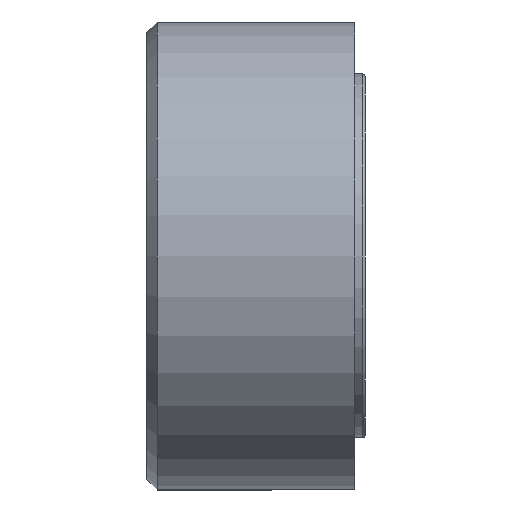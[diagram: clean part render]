
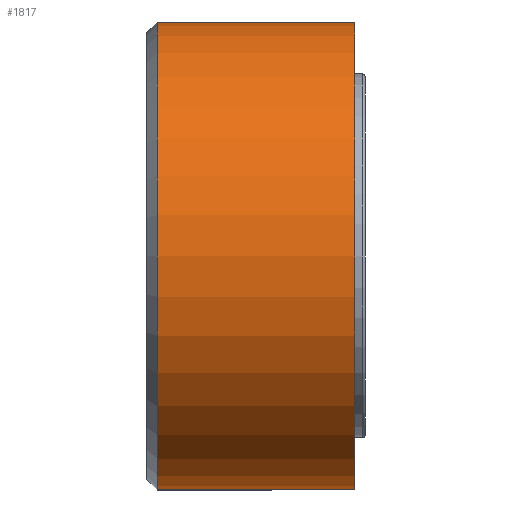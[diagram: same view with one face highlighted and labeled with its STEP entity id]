
A CAD part, left-side view. The second image highlights one B-rep face of the part: STEP entity #1817.
In plain terms, the highlighted cylindrical face has radius 22.5 mm (diameter 45 mm), a partial arc.
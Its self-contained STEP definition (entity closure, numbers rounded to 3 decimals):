
#208=CYLINDRICAL_SURFACE('',#2021,22.5);
#241=CIRCLE('',#1944,22.5);
#278=CIRCLE('',#2020,22.5);
#444=FACE_OUTER_BOUND('',#565,.T.);
#565=EDGE_LOOP('',(#1461,#1462,#1463,#1464));
#658=LINE('',#2853,#739);
#712=LINE('',#3044,#793);
#739=VECTOR('',#2236,10.);
#793=VECTOR('',#2438,10.);
#811=VERTEX_POINT('',#2832);
#813=VERTEX_POINT('',#2837);
#817=VERTEX_POINT('',#2851);
#880=VERTEX_POINT('',#3040);
#1032=EDGE_CURVE('',#813,#811,#241,.T.);
#1040=EDGE_CURVE('',#813,#817,#658,.T.);
#1129=EDGE_CURVE('',#817,#880,#278,.T.);
#1130=EDGE_CURVE('',#811,#880,#712,.T.);
#1461=ORIENTED_EDGE('',*,*,#1032,.F.);
#1462=ORIENTED_EDGE('',*,*,#1040,.T.);
#1463=ORIENTED_EDGE('',*,*,#1129,.T.);
#1464=ORIENTED_EDGE('',*,*,#1130,.F.);
#1817=ADVANCED_FACE('',(#444),#208,.T.);
#1944=AXIS2_PLACEMENT_3D('',#2839,#2222,#2223);
#2020=AXIS2_PLACEMENT_3D('',#3042,#2434,#2435);
#2021=AXIS2_PLACEMENT_3D('',#3043,#2436,#2437);
#2222=DIRECTION('center_axis',(0.,1.,0.));
#2223=DIRECTION('ref_axis',(-1.,0.,0.));
#2236=DIRECTION('',(0.,-1.,0.));
#2434=DIRECTION('center_axis',(0.,1.,0.));
#2435=DIRECTION('ref_axis',(1.,0.,0.));
#2436=DIRECTION('center_axis',(0.,-1.,0.));
#2437=DIRECTION('ref_axis',(-1.,0.,0.));
#2438=DIRECTION('',(0.,-1.,0.));
#2832=CARTESIAN_POINT('',(0.,-1.,22.5));
#2837=CARTESIAN_POINT('',(0.,-1.,-22.5));
#2839=CARTESIAN_POINT('Origin',(0.,-1.,0.));
#2851=CARTESIAN_POINT('',(0.,-20.,-22.5));
#2853=CARTESIAN_POINT('',(0.,0.,-22.5));
#3040=CARTESIAN_POINT('',(0.,-20.,22.5));
#3042=CARTESIAN_POINT('Origin',(0.,-20.,0.));
#3043=CARTESIAN_POINT('Origin',(0.,0.,0.));
#3044=CARTESIAN_POINT('',(0.,0.,22.5));
